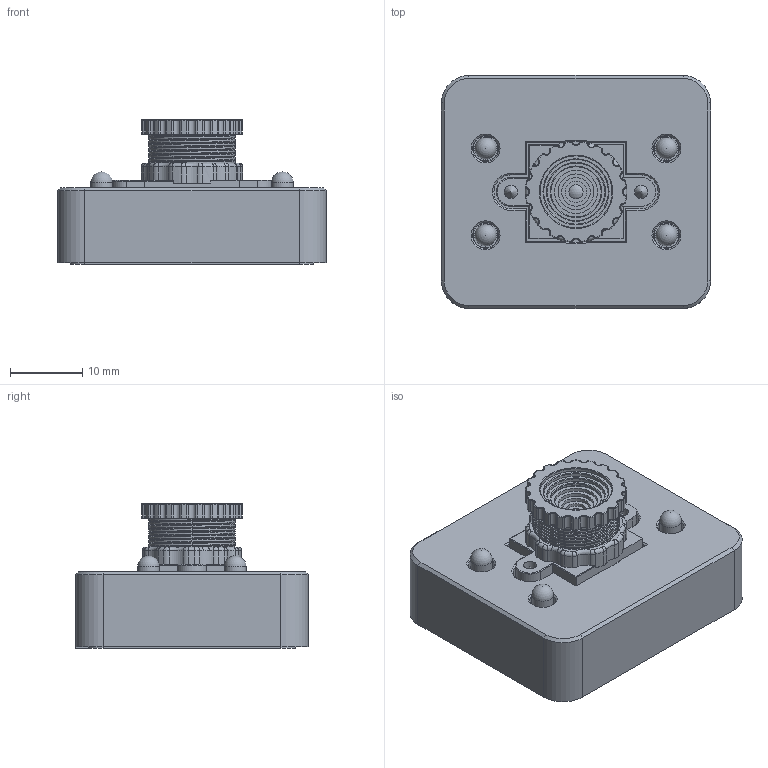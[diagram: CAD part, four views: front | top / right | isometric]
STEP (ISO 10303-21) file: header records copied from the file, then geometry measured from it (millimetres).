
FILE_DESCRIPTION(/* description */ (''),/* implementation_level */ '2;1');
FILE_NAME(/* name */ 'Axiscope_Camera.step',/* time_stamp */ '2025-10-28T17:30:12+11:00',/* author */ (''),/* organization */ (''),/* preprocessor_version */ 'ST-DEVELOPER v20.1',/* originating_system */ 'Autodesk Translation Framework v14.17.0.0',/* authorisation */ '');
FILE_SCHEMA (('AUTOMOTIVE_DESIGN { 1 0 10303 214 3 1 1 }'));
Products named in the file (17): (Unsaved); OV9726 Camera; Copy of TSOP-6^OV9726 Camera module; Copy of QFN36 6x6^OV9726 Camera module; Copy of sm04b-srss-tb_lf__sn_^OV9726 Camera module; Copy of tsop8^OV9726 Camera module; cross fh tapping 7976_din_Tapping screw DIN 7982-ST2.2x4.5-C-H-N; Copy of 0402c_2320560^OV9726 Camera module; Copy of SOT 23^OV9726 Camera module; Case Upper; Case Lower; 6x3 Magnets; 6x3 Magnet;  LED Legs; LED; Diode Silkscreen; LED Bulbs
Assembly tree (52 placements, depth 3):
  (Unsaved)
    OV9726 Camera
      Copy of SOT 23^OV9726 Camera module  x3
      Copy of 0402c_2320560^OV9726 Camera module  x28
      cross fh tapping 7976_din_Tapping screw DIN 7982-ST2.2x4.5-C-H-N  x2
      Copy of TSOP-6^OV9726 Camera module
      Copy of QFN36 6x6^OV9726 Camera module
      Copy of sm04b-srss-tb_lf__sn_^OV9726 Camera module
      Copy of tsop8^OV9726 Camera module
    Case Upper
    Case Lower
    6x3 Magnets
      6x3 Magnet  x4
     LED Legs
      LED  x4
    Diode Silkscreen
    LED Bulbs
Bounding box: 37.2 x 32.2 x 20 mm (x, y, z)
Volume: 10067.9 mm3; surface area: 11480 mm2
Topology: 71 solids, 71 shells, 2562 faces, 6729 edges, 4393 vertices
Faces by surface type: plane 1884, cylinder 394, bspline 134, torus 107, cone 38, sphere 5
Full cylindrical faces by diameter (mm): 0.8 x18, 1.3 x22, 1.8 x2, 2.2 x2, 2.944 x1, 3 x4, 3.6 x4, 3.8 x2, 3.944 x1, 4.944 x1, 5.944 x1, 6 x4, 6.1 x4, 6.944 x1, 7.944 x1, 8.944 x1, 9.944 x1, 11.729 x7, 12 x8
Entity records: 67183 total; most frequent: CARTESIAN_POINT 18400, ORIENTED_EDGE 10026, DIRECTION 9436, EDGE_CURVE 5013, LINE 3740, VECTOR 3740, VERTEX_POINT 3261, AXIS2_PLACEMENT_3D 2848
